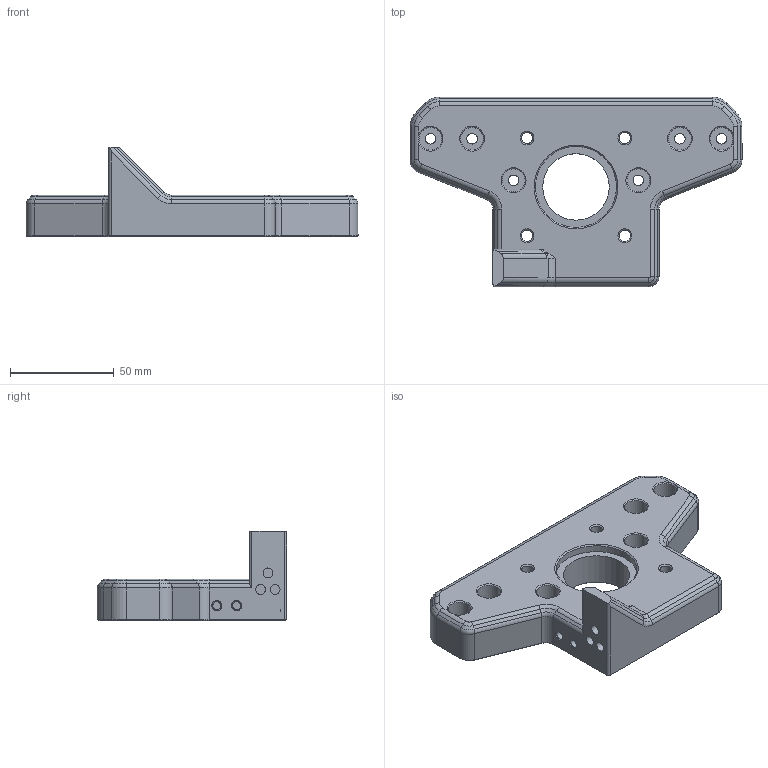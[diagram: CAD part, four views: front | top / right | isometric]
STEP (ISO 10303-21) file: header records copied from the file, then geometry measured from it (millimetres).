
FILE_DESCRIPTION(/* description */ (''),/* implementation_level */ '2;1');
FILE_NAME(/* name */ 'X_Axis_Motor_Mount_LDO_x1.step',/* time_stamp */ '2024-04-24T21:11:46-07:00',/* author */ (''),/* organization */ (''),/* preprocessor_version */ 'ST-DEVELOPER v20',/* originating_system */ 'Autodesk Translation Framework v12.20.1.177',/* authorisation */ '');
FILE_SCHEMA (('AUTOMOTIVE_DESIGN { 1 0 10303 214 3 1 1 }'));
Length unit declared in the file: millimetre
Products named in the file (2): X Axis Motor Mount x1_LDO; X axis motor mount
Assembly tree (1 placements, depth 2):
  X Axis Motor Mount x1_LDO
    X axis motor mount
Bounding box: 159.76 x 91.25 x 43 mm (x, y, z)
Volume: 186758.1 mm3; surface area: 35679.9 mm2
Topology: 1 solids, 1 shells, 188 faces, 415 edges, 240 vertices
Faces by surface type: cylinder 63, plane 51, cone 50, torus 17, bspline 7
Full cylindrical faces by diameter (mm): 3.9 x2, 4.7 x3, 5.1 x6, 5.4 x4, 6.5 x4, 11 x6, 32 x1, 39 x1
Entity records: 5466 total; most frequent: CARTESIAN_POINT 1173, DIRECTION 949, ORIENTED_EDGE 830, EDGE_CURVE 415, AXIS2_PLACEMENT_3D 373, VERTEX_POINT 240, EDGE_LOOP 221, LINE 203
